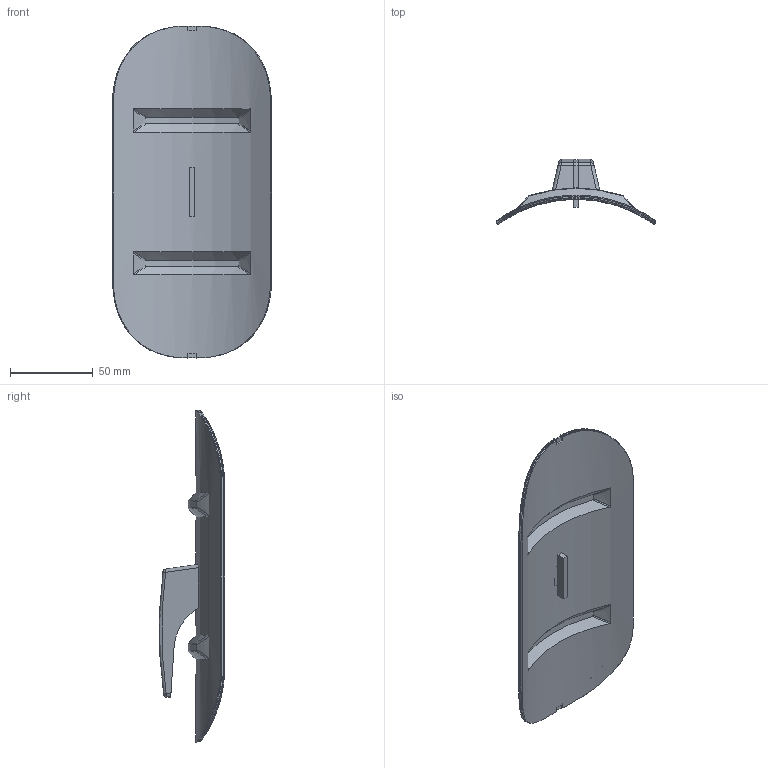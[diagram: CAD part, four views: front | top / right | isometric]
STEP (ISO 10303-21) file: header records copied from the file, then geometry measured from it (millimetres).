
FILE_DESCRIPTION((''),'2;1');
FILE_NAME('HRUK-160.stp','2014-04-03T08:01:55',(''),(''),'Autodesk Inventor 2013','Autodesk Inventor 2013','');
FILE_SCHEMA(('AUTOMOTIVE_DESIGN { 1 2 10303 214 0 1 1 1 }'));
Length unit declared in the file: millimetre
Products named in the file (6): HRUK-160; HRUKInreLockämne-160; HRUK-Packning-05; HRUKYttreLockämne-160; FästeHRUK; HandtagHRUK
Assembly tree (5 placements, depth 2):
  HRUK-160
    HRUKInreLockämne-160
    HRUK-Packning-05
    HRUKYttreLockämne-160
    FästeHRUK
    HandtagHRUK
Bounding box: 95.58 x 39.37 x 200 mm (x, y, z)
Volume: 44690.5 mm3; surface area: 96910.3 mm2
Topology: 5 solids, 5 shells, 266 faces, 732 edges, 452 vertices
Faces by surface type: bspline 106, plane 88, cylinder 44, cone 16, torus 8, sphere 4
Full cylindrical faces by diameter (mm): 6 x1
Entity records: 13803 total; most frequent: CARTESIAN_POINT 7572, ORIENTED_EDGE 1462, DIRECTION 953, EDGE_CURVE 731, VERTEX_POINT 452, AXIS2_PLACEMENT_3D 341, B_SPLINE_CURVE_WITH_KNOTS 290, EDGE_LOOP 283
